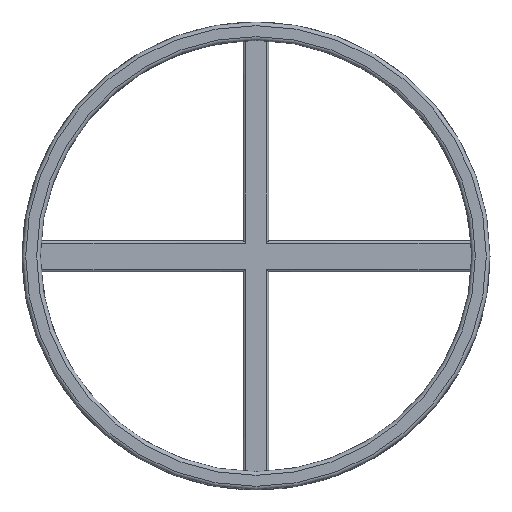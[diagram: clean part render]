
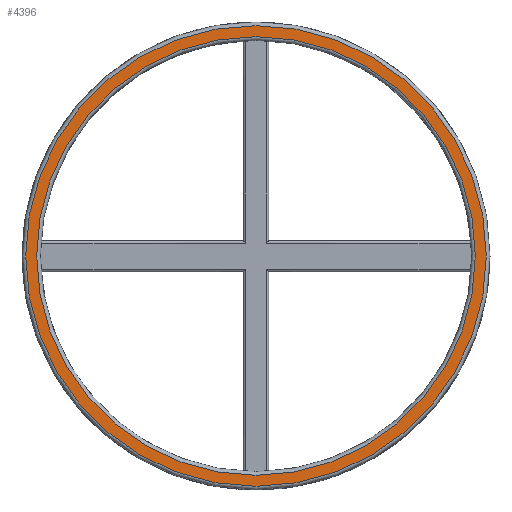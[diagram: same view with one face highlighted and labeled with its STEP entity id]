
A CAD part, top view. The second image highlights one B-rep face of the part: STEP entity #4396.
In plain terms, the highlighted planar face has unit normal (0, 0, 1).
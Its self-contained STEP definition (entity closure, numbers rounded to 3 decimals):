
#1310 = TOROIDAL_SURFACE('',#1311,59.75,1.);
#1311 = AXIS2_PLACEMENT_3D('',#1312,#1313,#1314);
#1312 = CARTESIAN_POINT('',(0.,0.,21.));
#1313 = DIRECTION('',(0.,0.,1.));
#1314 = DIRECTION('',(1.,0.,-0.));
#3188 = VERTEX_POINT('',#3189);
#3189 = CARTESIAN_POINT('',(59.75,0.,22.));
#3209 = EDGE_CURVE('',#3188,#3188,#3210,.T.);
#3210 = SURFACE_CURVE('',#3211,(#3216,#3223),.PCURVE_S1.);
#3211 = CIRCLE('',#3212,59.75);
#3212 = AXIS2_PLACEMENT_3D('',#3213,#3214,#3215);
#3213 = CARTESIAN_POINT('',(0.,0.,22.));
#3214 = DIRECTION('',(0.,0.,1.));
#3215 = DIRECTION('',(1.,0.,-0.));
#3216 = PCURVE('',#1310,#3217);
#3217 = DEFINITIONAL_REPRESENTATION('',(#3218),#3222);
#3218 = LINE('',#3219,#3220);
#3219 = CARTESIAN_POINT('',(0.,1.571));
#3220 = VECTOR('',#3221,1.);
#3221 = DIRECTION('',(1.,0.));
#3222 = ( GEOMETRIC_REPRESENTATION_CONTEXT(2) 
PARAMETRIC_REPRESENTATION_CONTEXT() REPRESENTATION_CONTEXT('2D SPACE',''
  ) );
#3223 = PCURVE('',#3224,#3229);
#3224 = PLANE('',#3225);
#3225 = AXIS2_PLACEMENT_3D('',#3226,#3227,#3228);
#3226 = CARTESIAN_POINT('',(0.,0.,22.)
  );
#3227 = DIRECTION('',(0.,0.,1.));
#3228 = DIRECTION('',(1.,0.,-0.));
#3229 = DEFINITIONAL_REPRESENTATION('',(#3230),#3234);
#3230 = CIRCLE('',#3231,59.75);
#3231 = AXIS2_PLACEMENT_2D('',#3232,#3233);
#3232 = CARTESIAN_POINT('',(0.,0.));
#3233 = DIRECTION('',(1.,0.));
#3234 = ( GEOMETRIC_REPRESENTATION_CONTEXT(2) 
PARAMETRIC_REPRESENTATION_CONTEXT() REPRESENTATION_CONTEXT('2D SPACE',''
  ) );
#4396 = ADVANCED_FACE('',(#4397,#4428),#3224,.T.);
#4397 = FACE_BOUND('',#4398,.T.);
#4398 = EDGE_LOOP('',(#4399));
#4399 = ORIENTED_EDGE('',*,*,#4400,.T.);
#4400 = EDGE_CURVE('',#4401,#4401,#4403,.T.);
#4401 = VERTEX_POINT('',#4402);
#4402 = CARTESIAN_POINT('',(62.75,0.,22.));
#4403 = SURFACE_CURVE('',#4404,(#4409,#4416),.PCURVE_S1.);
#4404 = CIRCLE('',#4405,62.75);
#4405 = AXIS2_PLACEMENT_3D('',#4406,#4407,#4408);
#4406 = CARTESIAN_POINT('',(0.,0.,22.));
#4407 = DIRECTION('',(0.,0.,1.));
#4408 = DIRECTION('',(1.,0.,-0.));
#4409 = PCURVE('',#3224,#4410);
#4410 = DEFINITIONAL_REPRESENTATION('',(#4411),#4415);
#4411 = CIRCLE('',#4412,62.75);
#4412 = AXIS2_PLACEMENT_2D('',#4413,#4414);
#4413 = CARTESIAN_POINT('',(0.,0.));
#4414 = DIRECTION('',(1.,0.));
#4415 = ( GEOMETRIC_REPRESENTATION_CONTEXT(2) 
PARAMETRIC_REPRESENTATION_CONTEXT() REPRESENTATION_CONTEXT('2D SPACE',''
  ) );
#4416 = PCURVE('',#4417,#4422);
#4417 = TOROIDAL_SURFACE('',#4418,62.75,1.);
#4418 = AXIS2_PLACEMENT_3D('',#4419,#4420,#4421);
#4419 = CARTESIAN_POINT('',(0.,0.,21.));
#4420 = DIRECTION('',(0.,0.,1.));
#4421 = DIRECTION('',(1.,0.,-0.));
#4422 = DEFINITIONAL_REPRESENTATION('',(#4423),#4427);
#4423 = LINE('',#4424,#4425);
#4424 = CARTESIAN_POINT('',(0.,1.571));
#4425 = VECTOR('',#4426,1.);
#4426 = DIRECTION('',(1.,0.));
#4427 = ( GEOMETRIC_REPRESENTATION_CONTEXT(2) 
PARAMETRIC_REPRESENTATION_CONTEXT() REPRESENTATION_CONTEXT('2D SPACE',''
  ) );
#4428 = FACE_BOUND('',#4429,.T.);
#4429 = EDGE_LOOP('',(#4430));
#4430 = ORIENTED_EDGE('',*,*,#3209,.F.);
